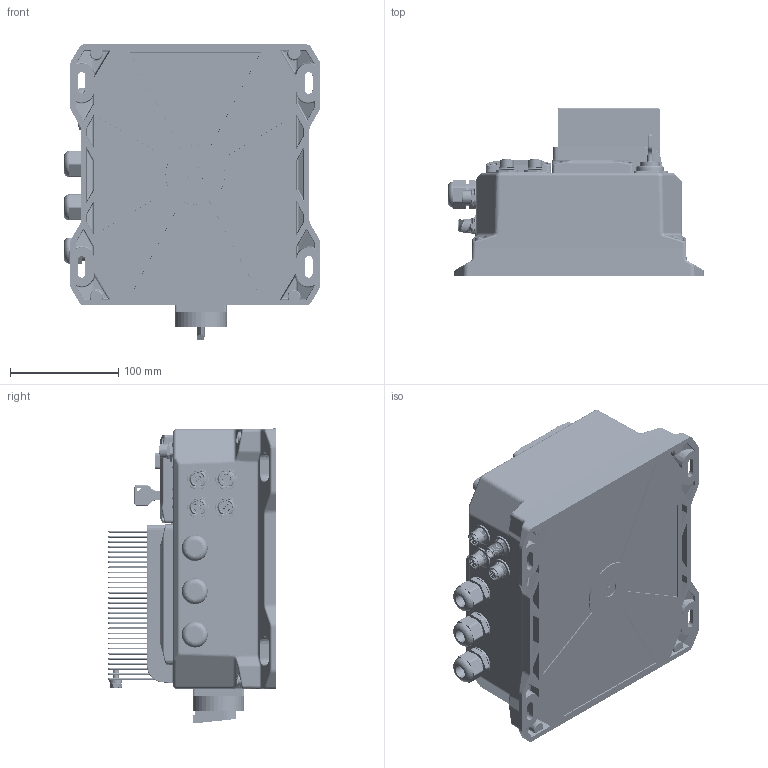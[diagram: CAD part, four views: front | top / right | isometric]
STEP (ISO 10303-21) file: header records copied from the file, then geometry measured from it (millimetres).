
FILE_DESCRIPTION((''),'2;1');
FILE_NAME('1_5KW000_ASM','2026-01-06T10:14:15',('Administrator'),(''),'CREO PARAMETRIC BY PTC INC, 2020281','CREO PARAMETRIC BY PTC INC, 2020281','');
FILE_SCHEMA(('AUTOMOTIVE_DESIGN { 1 0 10303 214 1 1 1 1 }'));
Products named in the file (127): 0003_13; 0004_6; 0005_1; 0002_5_1; 20001_2_1; 020001_3_1; 0003_4_1; 0001_ASM_4_ASM_1_ASM; 0006_ASM_1_ASM; _XIN0001_2_1; 2_XIN0001_2_1; 02_XIN0001_2_1; 0004_ASM_2_ASM_1_ASM; 0007_ASM_1_ASM; __1520001_1_123_1_2; __840001_1_1_2; __850001_1_1_2; __860001_1_1_2; __870001_1_1_2; __880001_1_1_2; __890001_1_1_2; __900001_1_1_2; __910001_1_1_2; __920001_1_1_2; __930001_1_1_2; __940001_1_1_2; __950001_1_1_2; __960001_1_1_2; __970001_1_1_2; __980001_1_1_2; __990001_1_1_2; __1000001_1_1_2; __1010001_1_1_2; __1020001_1_1_2; __1030001_1_1_2; __1040001_1_1_2; __1050001_1_1_2; __1060001_1_1_2; __1070001_1_1_2; __1080001_1_1_2 ...
Assembly tree (152 placements, depth 7):
  1_5KW000_ASM
    0001_ASM_47_ASM
      0002_ASM_51_ASM
        0003_13
        0004_6
        0005_1
        0006_ASM_1_ASM
          0001_ASM_4_ASM_1_ASM
            0002_5_1
            20001_2_1
            020001_3_1
            0003_4_1
        0007_ASM_1_ASM
          0004_ASM_2_ASM_1_ASM
            _XIN0001_2_1
            2_XIN0001_2_1
            02_XIN0001_2_1
        0008_ASM_2_ASM
          0019_ASM_1_ASM_2_ASM
            00_ASM_1_ASM_1_ASM_2_ASM
              __1520001_1_123_1_2
              __840001_1_1_2
              __850001_1_1_2
              __860001_1_1_2
              __870001_1_1_2
              __880001_1_1_2
              __890001_1_1_2
              __900001_1_1_2
              __910001_1_1_2
              __920001_1_1_2
              __930001_1_1_2
              __940001_1_1_2
              __950001_1_1_2
              __960001_1_1_2
              __970001_1_1_2
              __980001_1_1_2
              __990001_1_1_2
              __1000001_1_1_2
              __1010001_1_1_2
              __1020001_1_1_2
              __1030001_1_1_2
              __1040001_1_1_2
              __1050001_1_1_2
              __1060001_1_1_2
              __1070001_1_1_2
              __1080001_1_1_2
              __1090001_1_1_2
              __1100001_1_1_2
              __1110001_1_1_2
              __1120001_1_1_2
              __1130001_1_1_2
              __1140001_1_1_2
              __1150001_1_1_2
              __1160001_1_1_2
              __1170001_1_1_2
              __1180001_1_1_2
              __1190001_1_1_2
              __1200001_1_1_2
              __1210001_1_1_2
              __1220001_1_1_1
Bounding box: 237.07 x 155 x 272.91 mm (x, y, z)
Volume: 4959272.4 mm3; surface area: 750890.7 mm2
Topology: 134 solids, 176 shells, 6798 faces, 17774 edges, 11590 vertices
Faces by surface type: plane 2936, cylinder 2334, bspline 572, cone 446, torus 402, sphere 60, extrusion 48
Entity records: 261930 total; most frequent: CARTESIAN_POINT 76350, ORIENTED_EDGE 27544, DIRECTION 26472, EDGE_CURVE 13932, AXIS2_PLACEMENT_3D 9441, VERTEX_POINT 9153, PRESENTATION_STYLE_ASSIGNMENT 7832, STYLED_ITEM 7832
